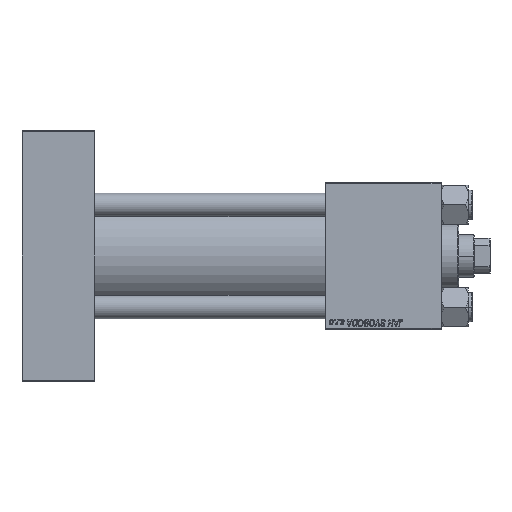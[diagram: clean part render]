
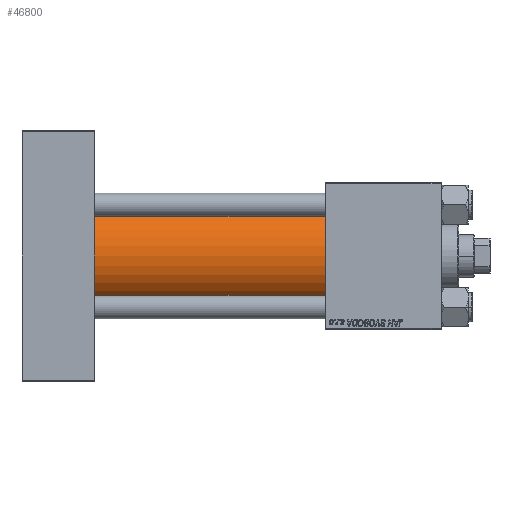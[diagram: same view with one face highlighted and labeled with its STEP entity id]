
A CAD part, front view. The second image highlights one B-rep face of the part: STEP entity #46800.
In plain terms, the highlighted cylindrical face has radius 28 mm (diameter 56 mm), a partial arc.
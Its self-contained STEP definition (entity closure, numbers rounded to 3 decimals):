
#815 = AXIS2_PLACEMENT_3D ( 'NONE', #45002, #26493, #33623 ) ;
#1588 = CARTESIAN_POINT ( 'NONE',  ( 37., 0., -28. ) ) ;
#2215 = EDGE_CURVE ( 'NONE', #9318, #22600, #35886, .T. ) ;
#4777 = FACE_OUTER_BOUND ( 'NONE', #22321, .T. ) ;
#5023 = CARTESIAN_POINT ( 'NONE',  ( 155., 0., 0. ) ) ;
#5496 = ORIENTED_EDGE ( 'NONE', *, *, #34682, .F. ) ;
#6925 = CARTESIAN_POINT ( 'NONE',  ( 155., 0., 28. ) ) ;
#7163 = CIRCLE ( 'NONE', #8775, 28. ) ;
#8775 = AXIS2_PLACEMENT_3D ( 'NONE', #42662, #35063, #15763 ) ;
#9318 = VERTEX_POINT ( 'NONE', #25319 ) ;
#10697 = VECTOR ( 'NONE', #24215, 1000. ) ;
#12221 = ORIENTED_EDGE ( 'NONE', *, *, #2215, .F. ) ;
#14286 = LINE ( 'NONE', #6925, #28932 ) ;
#15377 = ORIENTED_EDGE ( 'NONE', *, *, #31230, .T. ) ;
#15763 = DIRECTION ( 'NONE',  ( 0., 0., 1. ) ) ;
#18207 = EDGE_CURVE ( 'NONE', #32041, #32886, #14286, .T. ) ;
#18536 = CARTESIAN_POINT ( 'NONE',  ( 155., 0., 28. ) ) ;
#20237 = DIRECTION ( 'NONE',  ( 0., 0., 1. ) ) ;
#21291 = AXIS2_PLACEMENT_3D ( 'NONE', #5023, #40007, #20237 ) ;
#22321 = EDGE_LOOP ( 'NONE', ( #12221, #5496, #41022, #15377 ) ) ;
#22600 = VERTEX_POINT ( 'NONE', #1588 ) ;
#22687 = CIRCLE ( 'NONE', #815, 28. ) ;
#24215 = DIRECTION ( 'NONE',  ( -1., 0., 0. ) ) ;
#25319 = CARTESIAN_POINT ( 'NONE',  ( 155., 0., -28. ) ) ;
#26493 = DIRECTION ( 'NONE',  ( 1., 0., 0. ) ) ;
#28932 = VECTOR ( 'NONE', #44718, 1000. ) ;
#30768 = CYLINDRICAL_SURFACE ( 'NONE', #21291, 28. ) ;
#31230 = EDGE_CURVE ( 'NONE', #32886, #22600, #7163, .T. ) ;
#32041 = VERTEX_POINT ( 'NONE', #18536 ) ;
#32520 = CARTESIAN_POINT ( 'NONE',  ( 37., 0., 28. ) ) ;
#32886 = VERTEX_POINT ( 'NONE', #32520 ) ;
#33623 = DIRECTION ( 'NONE',  ( 0., 0., -1. ) ) ;
#34682 = EDGE_CURVE ( 'NONE', #32041, #9318, #22687, .T. ) ;
#35063 = DIRECTION ( 'NONE',  ( 1., 0., 0. ) ) ;
#35886 = LINE ( 'NONE', #47282, #10697 ) ;
#40007 = DIRECTION ( 'NONE',  ( -1., 0., 0. ) ) ;
#41022 = ORIENTED_EDGE ( 'NONE', *, *, #18207, .T. ) ;
#42662 = CARTESIAN_POINT ( 'NONE',  ( 37., 0., 0. ) ) ;
#44718 = DIRECTION ( 'NONE',  ( -1., 0., 0. ) ) ;
#45002 = CARTESIAN_POINT ( 'NONE',  ( 155., 0., 0. ) ) ;
#46800 = ADVANCED_FACE ( 'NONE', ( #4777 ), #30768, .T. ) ;
#47282 = CARTESIAN_POINT ( 'NONE',  ( 155., 0., -28. ) ) ;
